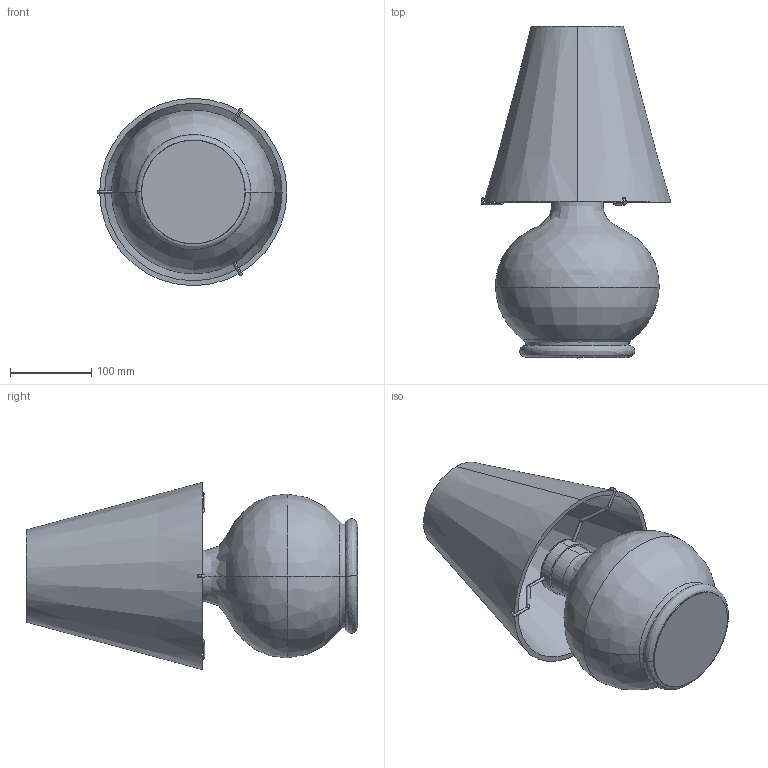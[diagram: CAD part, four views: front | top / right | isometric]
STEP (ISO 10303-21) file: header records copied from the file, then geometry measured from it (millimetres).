
FILE_DESCRIPTION (( 'STEP AP203' ), '1' );
FILE_NAME ('PARALAUME_P_STEP.STEP', '2016-01-22T10:02:01', ( 'admin' ), ( '' ), 'SwSTEP 2.0', 'SolidWorks 2015', '' );
FILE_SCHEMA (( 'CONFIG_CONTROL_DESIGN' ));
Length unit declared in the file: millimetre
Products named in the file (2): PARALAUME_P_STEP
Bounding box: 233.26 x 407.54 x 230 mm (x, y, z)
Volume: 1677662.3 mm3; surface area: 506482.3 mm2
Topology: 7 solids, 7 shells, 115 faces, 261 edges, 163 vertices
Faces by surface type: bspline 53, cylinder 30, plane 26, cone 6
Entity records: 6492 total; most frequent: CARTESIAN_POINT 3981, ORIENTED_EDGE 522, DIRECTION 468, EDGE_CURVE 261, AXIS2_PLACEMENT_3D 204, VERTEX_POINT 163, CIRCLE 140, EDGE_LOOP 124
